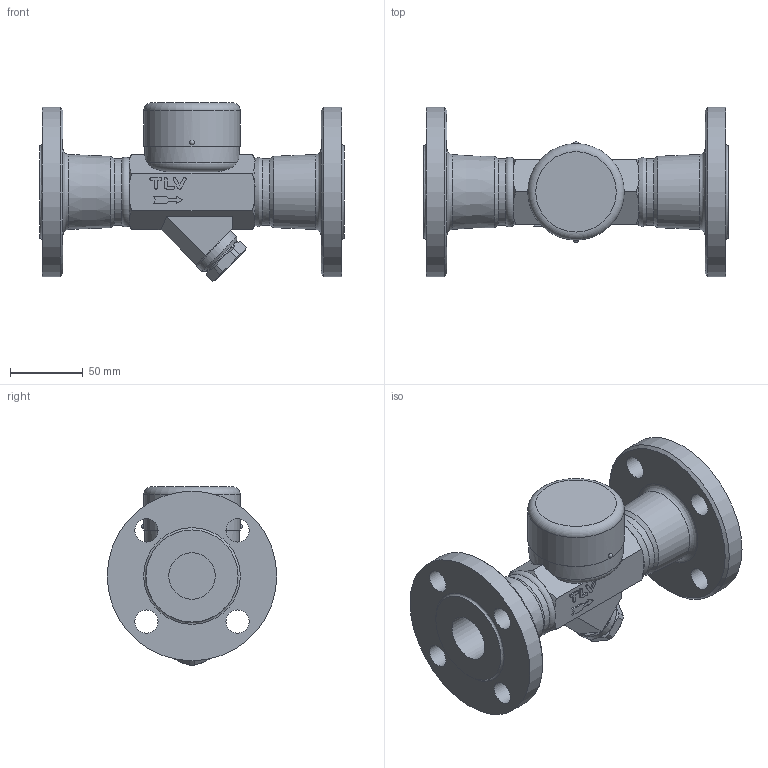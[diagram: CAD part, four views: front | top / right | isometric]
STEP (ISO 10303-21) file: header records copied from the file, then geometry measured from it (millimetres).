
FILE_DESCRIPTION((''),'2;1');
FILE_NAME('a46sw-032-a0150-00.stp','2010-06-10T16:40:57',('nakaot'),(''),'Autodesk Inventor 2008','Autodesk Inventor 2008','');
FILE_SCHEMA(('AUTOMOTIVE_DESIGN { 1 0 10303 214 1 1 1 1 }'));
Length unit declared in the file: millimetre
Products named in the file (1): a46sw-032-a0150-00
Bounding box: 210 x 117 x 123.01 mm (x, y, z)
Volume: 755474.7 mm3; surface area: 99433.8 mm2
Topology: 1 solids, 1 shells, 149 faces, 374 edges, 238 vertices
Faces by surface type: plane 64, bspline 32, cylinder 26, cone 22, torus 4, sphere 1
Full cylindrical faces by diameter (mm): 16 x4, 29 x1, 32 x1, 34 x1, 46 x1, 65 x1, 66.5 x1, 117 x1
Entity records: 4939 total; most frequent: CARTESIAN_POINT 1755, ORIENTED_EDGE 646, DIRECTION 617, EDGE_CURVE 323, AXIS2_PLACEMENT_3D 240, VERTEX_POINT 225, EDGE_LOOP 214, FACE_OUTER_BOUND 149
